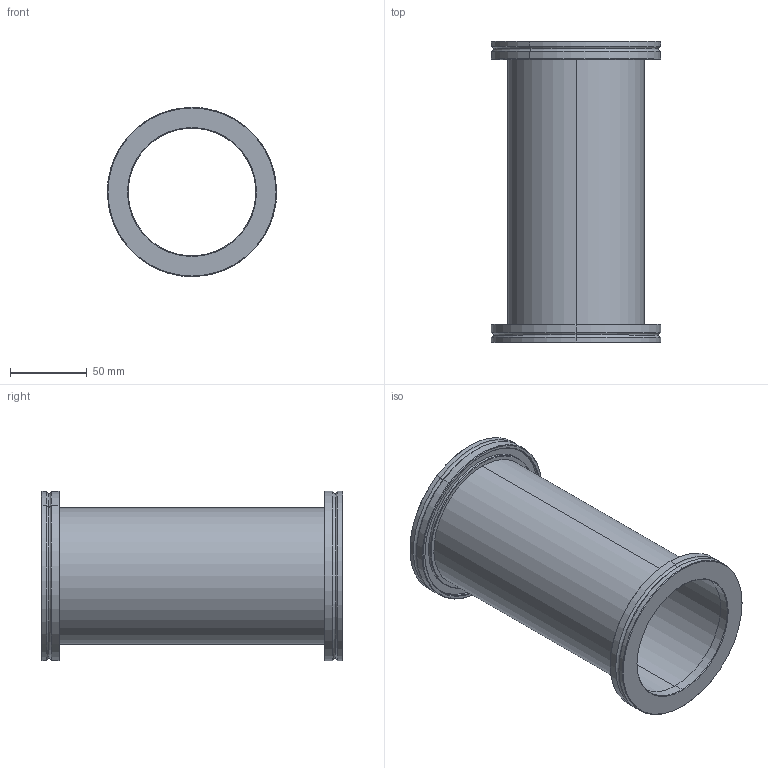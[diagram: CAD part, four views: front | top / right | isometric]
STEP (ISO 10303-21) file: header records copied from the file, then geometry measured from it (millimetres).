
FILE_DESCRIPTION (( 'STEP AP214' ), '1' );
FILE_NAME ('Hositrad_ISO80-89NF.STEP', '2014-09-02T14:23:04', ( '' ), ( '' ), 'SwSTEP 2.0', 'SolidWorks 2014', '' );
FILE_SCHEMA (( 'AUTOMOTIVE_DESIGN' ));
Length unit declared in the file: millimetre
Products named in the file (3): ISO-K-Weld-All_ISO80-89; Tube89_L196-13; Hositrad_ISO80-89NF
Assembly tree (3 placements, depth 2):
  Hositrad_ISO80-89NF
    Tube89_L196-13
    ISO-K-Weld-All_ISO80-89  x2
Bounding box: 110 x 196 x 110 mm (x, y, z)
Volume: 179970.6 mm3; surface area: 135047.9 mm2
Topology: 3 solids, 3 shells, 68 faces, 136 edges, 80 vertices
Faces by surface type: cylinder 28, cone 20, plane 12, torus 8
Entity records: 1094 total; most frequent: DIRECTION 208, CARTESIAN_POINT 161, ORIENTED_EDGE 148, AXIS2_PLACEMENT_3D 91, EDGE_CURVE 74, CIRCLE 48, VERTEX_POINT 44, EDGE_LOOP 44
